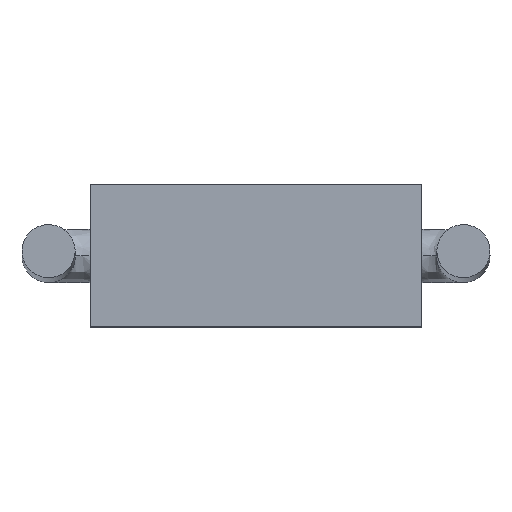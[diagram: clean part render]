
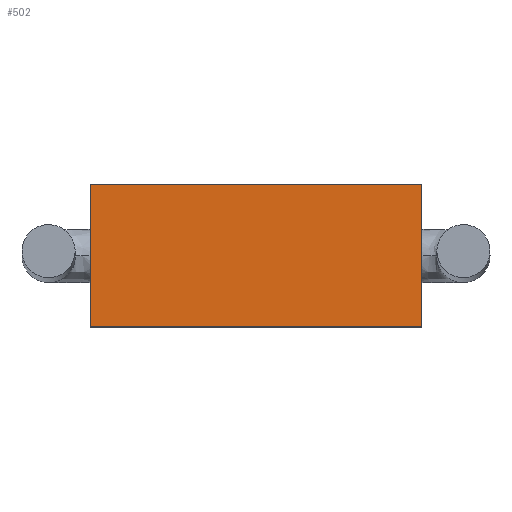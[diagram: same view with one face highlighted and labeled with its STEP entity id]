
A CAD part, top view. The second image highlights one B-rep face of the part: STEP entity #502.
In plain terms, the highlighted planar face has unit normal (0, 0, 1).
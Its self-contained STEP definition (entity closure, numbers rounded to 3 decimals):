
#4 = DIRECTION ( 'NONE',  ( 1., 0., 0. ) ) ;
#31 = EDGE_CURVE ( 'NONE', #672, #474, #433, .T. ) ;
#64 = ORIENTED_EDGE ( 'NONE', *, *, #982, .T. ) ;
#81 = VERTEX_POINT ( 'NONE', #622 ) ;
#100 = CARTESIAN_POINT ( 'NONE',  ( 3.5, 0., 3.5 ) ) ;
#171 = VECTOR ( 'NONE', #386, 1000. ) ;
#184 = CARTESIAN_POINT ( 'NONE',  ( -3.5, 0., 3.5 ) ) ;
#229 = LINE ( 'NONE', #633, #873 ) ;
#286 = DIRECTION ( 'NONE',  ( -1., 0., 0. ) ) ;
#344 = CARTESIAN_POINT ( 'NONE',  ( 3.5, 3., 3.5 ) ) ;
#373 = CARTESIAN_POINT ( 'NONE',  ( -3.5, 3., 3.5 ) ) ;
#386 = DIRECTION ( 'NONE',  ( 0., -1., 0. ) ) ;
#433 = LINE ( 'NONE', #869, #171 ) ;
#439 = EDGE_CURVE ( 'NONE', #672, #81, #229, .T. ) ;
#474 = VERTEX_POINT ( 'NONE', #747 ) ;
#502 = ADVANCED_FACE ( 'NONE', ( #598 ), #688, .F. ) ;
#510 = VECTOR ( 'NONE', #988, 1000. ) ;
#598 = FACE_OUTER_BOUND ( 'NONE', #950, .T. ) ;
#622 = CARTESIAN_POINT ( 'NONE',  ( 3.5, 3., 3.5 ) ) ;
#633 = CARTESIAN_POINT ( 'NONE',  ( -3.5, 3., 3.5 ) ) ;
#672 = VERTEX_POINT ( 'NONE', #679 ) ;
#679 = CARTESIAN_POINT ( 'NONE',  ( -3.5, 3., 3.5 ) ) ;
#688 = PLANE ( 'NONE',  #728 ) ;
#702 = VECTOR ( 'NONE', #764, 1000. ) ;
#728 = AXIS2_PLACEMENT_3D ( 'NONE', #373, #853, #286 ) ;
#735 = ORIENTED_EDGE ( 'NONE', *, *, #439, .F. ) ;
#747 = CARTESIAN_POINT ( 'NONE',  ( -3.5, 0., 3.5 ) ) ;
#753 = LINE ( 'NONE', #184, #702 ) ;
#764 = DIRECTION ( 'NONE',  ( 1., 0., 0. ) ) ;
#807 = VERTEX_POINT ( 'NONE', #100 ) ;
#836 = EDGE_CURVE ( 'NONE', #81, #807, #936, .T. ) ;
#853 = DIRECTION ( 'NONE',  ( 0., 0., -1. ) ) ;
#869 = CARTESIAN_POINT ( 'NONE',  ( -3.5, 3., 3.5 ) ) ;
#873 = VECTOR ( 'NONE', #4, 1000. ) ;
#905 = ORIENTED_EDGE ( 'NONE', *, *, #31, .T. ) ;
#936 = LINE ( 'NONE', #344, #510 ) ;
#950 = EDGE_LOOP ( 'NONE', ( #64, #969, #735, #905 ) ) ;
#969 = ORIENTED_EDGE ( 'NONE', *, *, #836, .F. ) ;
#982 = EDGE_CURVE ( 'NONE', #474, #807, #753, .T. ) ;
#988 = DIRECTION ( 'NONE',  ( 0., -1., 0. ) ) ;
